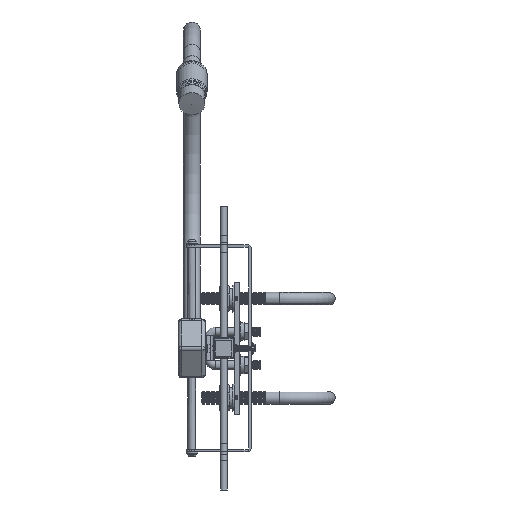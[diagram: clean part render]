
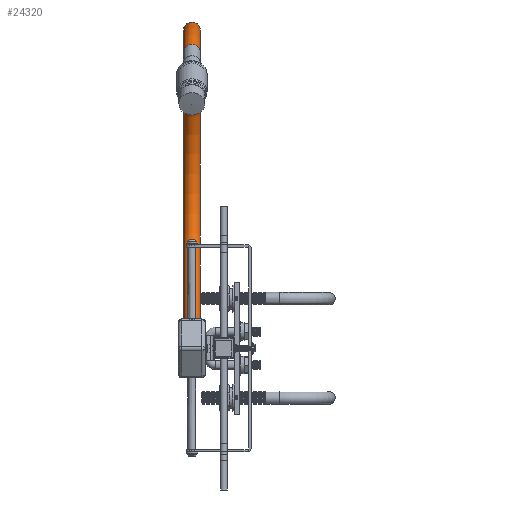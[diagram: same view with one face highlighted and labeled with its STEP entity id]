
A CAD part, left-side view. The second image highlights one B-rep face of the part: STEP entity #24320.
In plain terms, the highlighted toroidal (fillet/blend) face has major radius 95.25 mm and minor radius 5.055 mm.
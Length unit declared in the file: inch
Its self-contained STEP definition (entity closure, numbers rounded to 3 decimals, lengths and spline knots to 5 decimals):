
#1856 = CIRCLE ( 'NONE', #13473, 0.199 ) ;
#3703 = CARTESIAN_POINT ( 'NONE',  ( -3.228, 0.7535, 0. ) ) ;
#5003 = EDGE_CURVE ( 'NONE', #27988, #27988, #1856, .T. ) ;
#6975 = DIRECTION ( 'NONE',  ( 0., 1., 0. ) ) ;
#7743 = EDGE_LOOP ( 'NONE', ( #40508 ) ) ;
#8646 = AXIS2_PLACEMENT_3D ( 'NONE', #35860, #13468, #35996 ) ;
#13388 = CARTESIAN_POINT ( 'NONE',  ( -3.228, 0.9525, 0. ) ) ;
#13468 = DIRECTION ( 'NONE',  ( 0., 1., 0. ) ) ;
#13473 = AXIS2_PLACEMENT_3D ( 'NONE', #33256, #14005, #36532 ) ;
#14005 = DIRECTION ( 'NONE',  ( -0.866, 0., -0.5 ) ) ;
#17992 = FACE_OUTER_BOUND ( 'NONE', #7743, .T. ) ;
#19530 = VERTEX_POINT ( 'NONE', #13388 ) ;
#20096 = ORIENTED_EDGE ( 'NONE', *, *, #32779, .T. ) ;
#23303 = AXIS2_PLACEMENT_3D ( 'NONE', #3703, #26289, #6975 ) ;
#24320 = ADVANCED_FACE ( 'NONE', ( #17992, #34092 ), #31049, .T. ) ;
#26289 = DIRECTION ( 'NONE',  ( 1., 0., 0. ) ) ;
#27988 = VERTEX_POINT ( 'NONE', #33412 ) ;
#31049 = TOROIDAL_SURFACE ( 'NONE', #8646, 3.75, 0.199 ) ;
#32449 = EDGE_LOOP ( 'NONE', ( #20096 ) ) ;
#32779 = EDGE_CURVE ( 'NONE', #19530, #19530, #40065, .T. ) ;
#33256 = CARTESIAN_POINT ( 'NONE',  ( -5.103, 0.7535, 6.9976 ) ) ;
#33412 = CARTESIAN_POINT ( 'NONE',  ( -5.103, 0.9525, 6.9976 ) ) ;
#34092 = FACE_OUTER_BOUND ( 'NONE', #32449, .T. ) ;
#35860 = CARTESIAN_POINT ( 'NONE',  ( -3.228, 0.7535, 3.75 ) ) ;
#35996 = DIRECTION ( 'NONE',  ( 0., 0., 1. ) ) ;
#36532 = DIRECTION ( 'NONE',  ( 0., 1., 0. ) ) ;
#40065 = CIRCLE ( 'NONE', #23303, 0.199 ) ;
#40508 = ORIENTED_EDGE ( 'NONE', *, *, #5003, .F. ) ;
